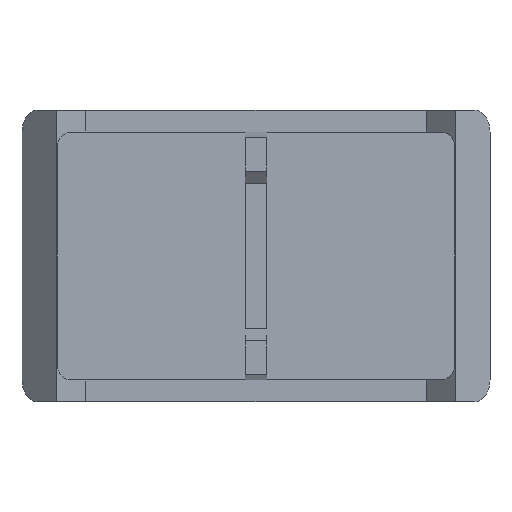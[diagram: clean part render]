
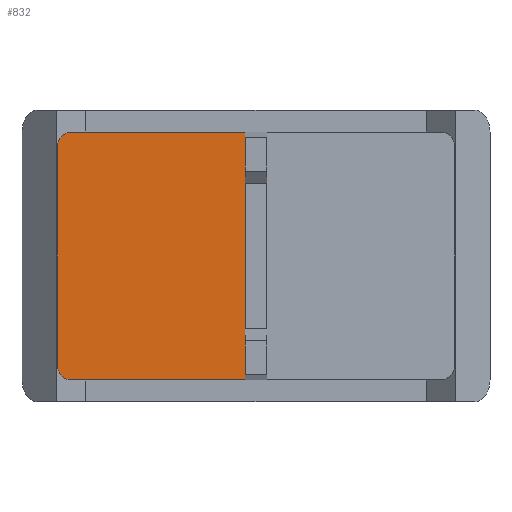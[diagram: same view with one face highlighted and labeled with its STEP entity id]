
A CAD part, front view. The second image highlights one B-rep face of the part: STEP entity #832.
In plain terms, the highlighted planar face has unit normal (0, -1, 0).
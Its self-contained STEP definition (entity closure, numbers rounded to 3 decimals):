
#38=PLANE('',#918);
#84=FACE_OUTER_BOUND('',#130,.T.);
#130=EDGE_LOOP('',(#700,#701,#702,#703,#704,#705));
#176=LINE('',#1290,#268);
#207=LINE('',#1351,#299);
#212=LINE('',#1362,#304);
#216=LINE('',#1372,#308);
#268=VECTOR('',#1052,10.);
#299=VECTOR('',#1103,10.);
#304=VECTOR('',#1112,10.);
#308=VECTOR('',#1120,10.);
#349=CIRCLE('',#919,2.);
#350=CIRCLE('',#920,2.);
#387=VERTEX_POINT('',#1287);
#388=VERTEX_POINT('',#1289);
#408=VERTEX_POINT('',#1349);
#412=VERTEX_POINT('',#1361);
#415=VERTEX_POINT('',#1369);
#416=VERTEX_POINT('',#1371);
#480=EDGE_CURVE('',#388,#387,#176,.T.);
#511=EDGE_CURVE('',#387,#408,#207,.T.);
#516=EDGE_CURVE('',#412,#388,#212,.T.);
#520=EDGE_CURVE('',#408,#415,#349,.T.);
#521=EDGE_CURVE('',#415,#416,#216,.T.);
#522=EDGE_CURVE('',#416,#412,#350,.T.);
#700=ORIENTED_EDGE('',*,*,#480,.T.);
#701=ORIENTED_EDGE('',*,*,#511,.T.);
#702=ORIENTED_EDGE('',*,*,#520,.T.);
#703=ORIENTED_EDGE('',*,*,#521,.T.);
#704=ORIENTED_EDGE('',*,*,#522,.T.);
#705=ORIENTED_EDGE('',*,*,#516,.T.);
#832=ADVANCED_FACE('',(#84),#38,.F.);
#918=AXIS2_PLACEMENT_3D('',#1368,#1116,#1117);
#919=AXIS2_PLACEMENT_3D('',#1370,#1118,#1119);
#920=AXIS2_PLACEMENT_3D('',#1373,#1121,#1122);
#1052=DIRECTION('',(0.,0.,1.));
#1103=DIRECTION('',(-1.,0.,0.));
#1112=DIRECTION('',(1.,0.,0.));
#1116=DIRECTION('center_axis',(0.,1.,0.));
#1117=DIRECTION('ref_axis',(0.,0.,1.));
#1118=DIRECTION('center_axis',(0.,-1.,0.));
#1119=DIRECTION('ref_axis',(-0.707,0.,0.707));
#1120=DIRECTION('',(0.,0.,-1.));
#1121=DIRECTION('center_axis',(0.,-1.,0.));
#1122=DIRECTION('ref_axis',(-0.707,0.,-0.707));
#1287=CARTESIAN_POINT('',(-1.5,1.,17.));
#1289=CARTESIAN_POINT('',(-1.5,1.,-17.));
#1290=CARTESIAN_POINT('',(-1.5,1.,0.));
#1349=CARTESIAN_POINT('',(-25.25,1.,17.));
#1351=CARTESIAN_POINT('',(27.25,1.,17.));
#1361=CARTESIAN_POINT('',(-25.25,1.,-17.));
#1362=CARTESIAN_POINT('',(-27.25,1.,-17.));
#1368=CARTESIAN_POINT('Origin',(0.,1.,0.));
#1369=CARTESIAN_POINT('',(-27.25,1.,15.));
#1370=CARTESIAN_POINT('Origin',(-25.25,1.,15.));
#1371=CARTESIAN_POINT('',(-27.25,1.,-15.));
#1372=CARTESIAN_POINT('',(-27.25,1.,17.));
#1373=CARTESIAN_POINT('Origin',(-25.25,1.,-15.));
